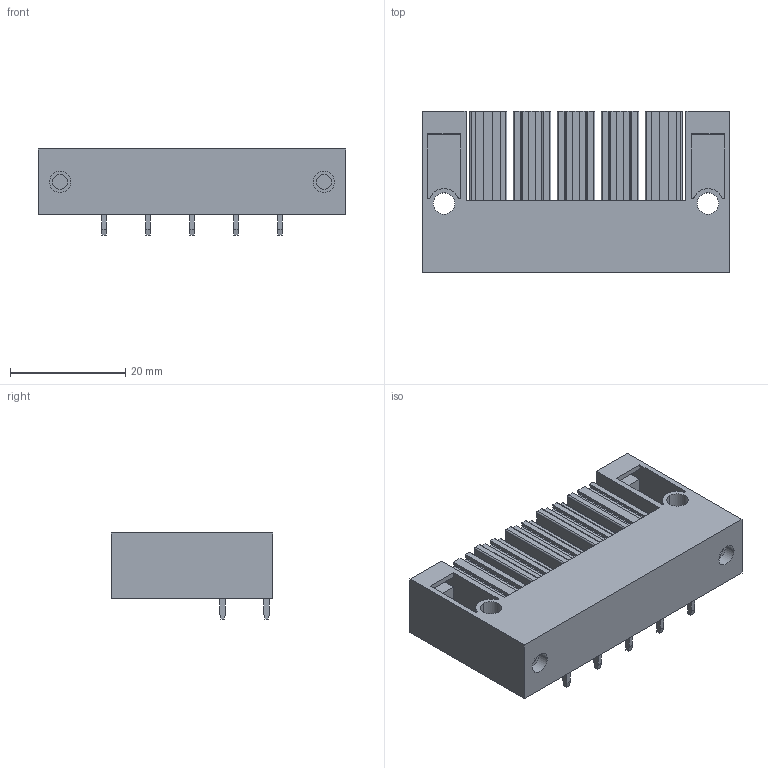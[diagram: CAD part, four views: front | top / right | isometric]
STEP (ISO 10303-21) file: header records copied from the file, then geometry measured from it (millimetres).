
FILE_DESCRIPTION(('CATIA V5 STEP','CAx-IF Rec.Pracs.--- Model Styling and Organization---1.2---2011-12-15'),'2;1');
FILE_NAME ('D1459269_0_1928420000_1928420000.stp','2018-09-06T04:31:55+00:00',('none'),('Weidmueller'),'CATIA Version 5-6 Release 2014','CATIA V5 STEP AP214','none');
FILE_SCHEMA(('AUTOMOTIVE_DESIGN { 1 0 10303 214 1 1 1 1 }'));
Length unit declared in the file: millimetre
Products named in the file (1): 1928420000
Bounding box: 53.34 x 28 x 14.9 mm (x, y, z)
Volume: 11863.8 mm3; surface area: 8162 mm2
Topology: 11 solids, 11 shells, 301 faces, 771 edges, 506 vertices
Faces by surface type: plane 231, cylinder 66, cone 4
Entity records: 8381 total; most frequent: ORIENTED_EDGE 1542, CARTESIAN_POINT 1492, DIRECTION 1139, EDGE_CURVE 771, VECTOR 615, LINE 615, VERTEX_POINT 506, AXIS2_PLACEMENT_3D 331
